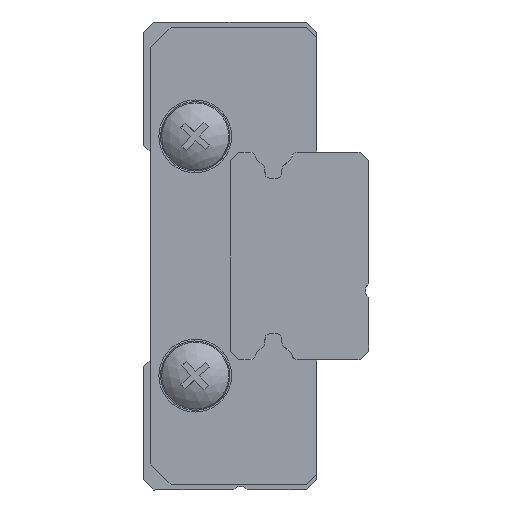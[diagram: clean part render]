
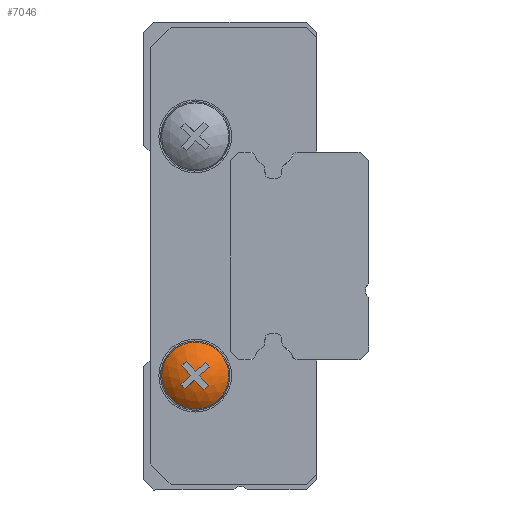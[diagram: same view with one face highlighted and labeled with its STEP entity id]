
A CAD part, left-side view. The second image highlights one B-rep face of the part: STEP entity #7046.
In plain terms, the highlighted spherical face has radius 2.728 mm.
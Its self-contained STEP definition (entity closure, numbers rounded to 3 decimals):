
#40=SPHERICAL_SURFACE('',#7675,2.728);
#92=FACE_BOUND('',#1002,.T.);
#606=FACE_OUTER_BOUND('',#1001,.T.);
#1001=EDGE_LOOP('',(#5979));
#1002=EDGE_LOOP('',(#5980,#5981,#5982,#5983,#5984,#5985,#5986,#5987,#5988,
#5989,#5990,#5991));
#2683=CIRCLE('',#7652,2.722);
#2684=CIRCLE('',#7654,2.722);
#2685=CIRCLE('',#7656,2.557);
#2686=CIRCLE('',#7658,2.722);
#2687=CIRCLE('',#7660,2.722);
#2688=CIRCLE('',#7662,2.557);
#2689=CIRCLE('',#7664,2.722);
#2690=CIRCLE('',#7666,2.722);
#2691=CIRCLE('',#7668,2.557);
#2692=CIRCLE('',#7670,2.722);
#2693=CIRCLE('',#7672,2.722);
#2694=CIRCLE('',#7674,2.557);
#2695=CIRCLE('',#7676,1.93);
#3301=VERTEX_POINT('',#11488);
#3302=VERTEX_POINT('',#11490);
#3303=VERTEX_POINT('',#11494);
#3304=VERTEX_POINT('',#11498);
#3305=VERTEX_POINT('',#11502);
#3306=VERTEX_POINT('',#11506);
#3307=VERTEX_POINT('',#11510);
#3308=VERTEX_POINT('',#11514);
#3309=VERTEX_POINT('',#11518);
#3310=VERTEX_POINT('',#11522);
#3311=VERTEX_POINT('',#11526);
#3312=VERTEX_POINT('',#11530);
#3313=VERTEX_POINT('',#11536);
#4220=EDGE_CURVE('',#3301,#3302,#2683,.T.);
#4222=EDGE_CURVE('',#3302,#3303,#2684,.T.);
#4224=EDGE_CURVE('',#3303,#3304,#2685,.T.);
#4226=EDGE_CURVE('',#3304,#3305,#2686,.T.);
#4228=EDGE_CURVE('',#3305,#3306,#2687,.T.);
#4230=EDGE_CURVE('',#3306,#3307,#2688,.F.);
#4232=EDGE_CURVE('',#3307,#3308,#2689,.T.);
#4234=EDGE_CURVE('',#3308,#3309,#2690,.T.);
#4236=EDGE_CURVE('',#3309,#3310,#2691,.T.);
#4238=EDGE_CURVE('',#3310,#3311,#2692,.T.);
#4240=EDGE_CURVE('',#3311,#3312,#2693,.T.);
#4241=EDGE_CURVE('',#3312,#3301,#2694,.F.);
#4242=EDGE_CURVE('',#3313,#3313,#2695,.T.);
#5979=ORIENTED_EDGE('',*,*,#4242,.F.);
#5980=ORIENTED_EDGE('',*,*,#4240,.T.);
#5981=ORIENTED_EDGE('',*,*,#4241,.T.);
#5982=ORIENTED_EDGE('',*,*,#4220,.T.);
#5983=ORIENTED_EDGE('',*,*,#4222,.T.);
#5984=ORIENTED_EDGE('',*,*,#4224,.T.);
#5985=ORIENTED_EDGE('',*,*,#4226,.T.);
#5986=ORIENTED_EDGE('',*,*,#4228,.T.);
#5987=ORIENTED_EDGE('',*,*,#4230,.T.);
#5988=ORIENTED_EDGE('',*,*,#4232,.T.);
#5989=ORIENTED_EDGE('',*,*,#4234,.T.);
#5990=ORIENTED_EDGE('',*,*,#4236,.T.);
#5991=ORIENTED_EDGE('',*,*,#4238,.T.);
#7046=ADVANCED_FACE('',(#606,#92),#40,.T.);
#7652=AXIS2_PLACEMENT_3D('',#11492,#9334,#9335);
#7654=AXIS2_PLACEMENT_3D('',#11496,#9339,#9340);
#7656=AXIS2_PLACEMENT_3D('',#11500,#9344,#9345);
#7658=AXIS2_PLACEMENT_3D('',#11504,#9349,#9350);
#7660=AXIS2_PLACEMENT_3D('',#11508,#9354,#9355);
#7662=AXIS2_PLACEMENT_3D('',#11512,#9359,#9360);
#7664=AXIS2_PLACEMENT_3D('',#11516,#9364,#9365);
#7666=AXIS2_PLACEMENT_3D('',#11520,#9369,#9370);
#7668=AXIS2_PLACEMENT_3D('',#11524,#9374,#9375);
#7670=AXIS2_PLACEMENT_3D('',#11528,#9379,#9380);
#7672=AXIS2_PLACEMENT_3D('',#11532,#9384,#9385);
#7674=AXIS2_PLACEMENT_3D('',#11534,#9388,#9389);
#7675=AXIS2_PLACEMENT_3D('',#11535,#9390,#9391);
#7676=AXIS2_PLACEMENT_3D('',#11537,#9392,#9393);
#9334=DIRECTION('center_axis',(-0.664,-0.748,0.));
#9335=DIRECTION('ref_axis',(0.,0.,
-1.));
#9339=DIRECTION('center_axis',(-0.748,0.664,0.));
#9340=DIRECTION('ref_axis',(0.,0.,
1.));
#9344=DIRECTION('center_axis',(-0.664,-0.748,0.));
#9345=DIRECTION('ref_axis',(0.,0.,1.));
#9349=DIRECTION('center_axis',(0.748,-0.664,0.));
#9350=DIRECTION('ref_axis',(0.,0.,
-1.));
#9354=DIRECTION('center_axis',(-0.664,-0.748,0.));
#9355=DIRECTION('ref_axis',(0.,0.,
-1.));
#9359=DIRECTION('center_axis',(-0.748,0.664,0.));
#9360=DIRECTION('ref_axis',(0.,0.,
-1.));
#9364=DIRECTION('center_axis',(0.664,0.748,0.));
#9365=DIRECTION('ref_axis',(0.,0.,1.));
#9369=DIRECTION('center_axis',(0.748,-0.664,0.));
#9370=DIRECTION('ref_axis',(0.,0.,
-1.));
#9374=DIRECTION('center_axis',(0.664,0.748,0.));
#9375=DIRECTION('ref_axis',(0.,0.,1.));
#9379=DIRECTION('center_axis',(-0.748,0.664,0.));
#9380=DIRECTION('ref_axis',(0.,0.,
1.));
#9384=DIRECTION('center_axis',(0.664,0.748,0.));
#9385=DIRECTION('ref_axis',(0.,0.,1.));
#9388=DIRECTION('center_axis',(0.748,-0.664,0.));
#9389=DIRECTION('ref_axis',(0.,0.,
-1.));
#9390=DIRECTION('center_axis',(0.238,0.923,0.303));
#9391=DIRECTION('ref_axis',(0.971,-0.227,-0.074));
#9392=DIRECTION('center_axis',(0.,0.,
1.));
#9393=DIRECTION('ref_axis',(0.664,0.748,0.));
#11488=CARTESIAN_POINT('',(6.07,5.001,-22.623));
#11490=CARTESIAN_POINT('',(6.646,4.49,-22.788));
#11492=CARTESIAN_POINT('Origin',(6.781,4.37,-20.072));
#11494=CARTESIAN_POINT('',(6.135,3.914,-22.623));
#11496=CARTESIAN_POINT('Origin',(6.765,4.624,-20.072));
#11498=CARTESIAN_POINT('',(6.404,3.675,-22.623));
#11500=CARTESIAN_POINT('Origin',(6.269,3.795,-20.072));
#11502=CARTESIAN_POINT('',(6.915,4.251,-22.788));
#11504=CARTESIAN_POINT('Origin',(7.035,4.386,-20.072));
#11506=CARTESIAN_POINT('',(7.491,3.74,-22.623));
#11508=CARTESIAN_POINT('Origin',(6.781,4.37,-20.072));
#11510=CARTESIAN_POINT('',(7.73,4.009,-22.623));
#11512=CARTESIAN_POINT('Origin',(7.61,3.874,-20.072));
#11514=CARTESIAN_POINT('',(7.154,4.52,-22.788));
#11516=CARTESIAN_POINT('Origin',(7.019,4.64,-20.072));
#11518=CARTESIAN_POINT('',(7.665,5.096,-22.623));
#11520=CARTESIAN_POINT('Origin',(7.035,4.386,-20.072));
#11522=CARTESIAN_POINT('',(7.396,5.335,-22.623));
#11524=CARTESIAN_POINT('Origin',(7.531,5.215,-20.072));
#11526=CARTESIAN_POINT('',(6.885,4.759,-22.788));
#11528=CARTESIAN_POINT('Origin',(6.765,4.624,-20.072));
#11530=CARTESIAN_POINT('',(6.309,5.27,-22.623));
#11532=CARTESIAN_POINT('Origin',(7.019,4.64,-20.072));
#11534=CARTESIAN_POINT('Origin',(6.19,5.136,-20.072));
#11535=CARTESIAN_POINT('Origin',(6.9,4.505,-20.072));
#11536=CARTESIAN_POINT('',(5.619,3.062,-22.));
#11537=CARTESIAN_POINT('Origin',(6.9,4.505,-22.));
